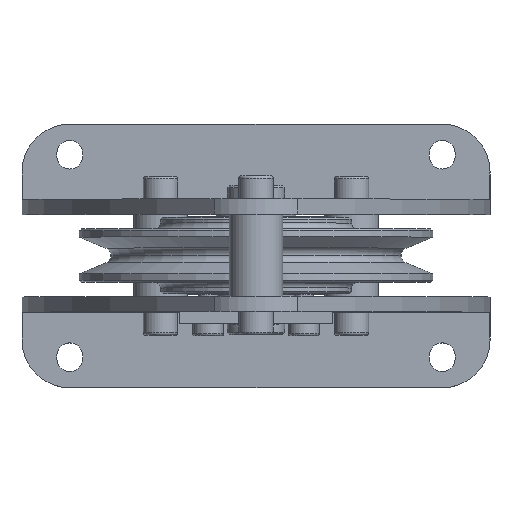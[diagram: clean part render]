
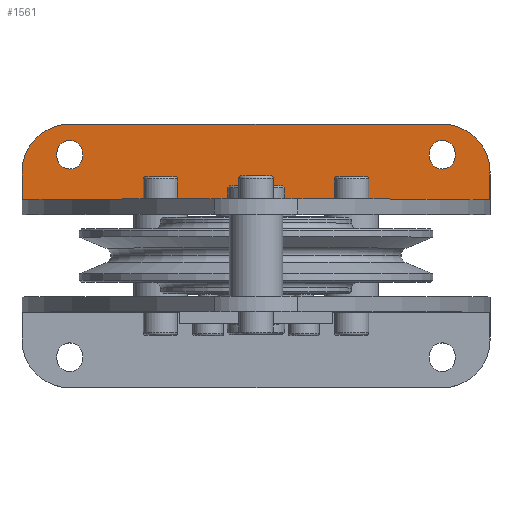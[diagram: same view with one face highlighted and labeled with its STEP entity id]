
A CAD part, top view. The second image highlights one B-rep face of the part: STEP entity #1561.
In plain terms, the highlighted planar face has unit normal (0, 0, 1).
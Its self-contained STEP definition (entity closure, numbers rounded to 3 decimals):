
#1561=ADVANCED_FACE('',(#3384,#3385,#3386),#3387,.T.);
#3384=FACE_BOUND('',#5470,.T.);
#3385=FACE_BOUND('',#5471,.T.);
#3386=FACE_OUTER_BOUND('',#5472,.T.);
#3387=PLANE('',#5473);
#5470=EDGE_LOOP('',(#10385,#10386,#10387,#10388));
#5471=EDGE_LOOP('',(#10389,#10390,#10391,#10392));
#5472=EDGE_LOOP('',(#10393,#10394,#10395,#10396,#10397,#10398));
#5473=AXIS2_PLACEMENT_3D('',#10399,#10400,#10401);
#10385=ORIENTED_EDGE('',*,*,#14188,.T.);
#10386=ORIENTED_EDGE('',*,*,#14189,.T.);
#10387=ORIENTED_EDGE('',*,*,#14190,.T.);
#10388=ORIENTED_EDGE('',*,*,#14191,.T.);
#10389=ORIENTED_EDGE('',*,*,#14192,.T.);
#10390=ORIENTED_EDGE('',*,*,#14193,.T.);
#10391=ORIENTED_EDGE('',*,*,#14194,.T.);
#10392=ORIENTED_EDGE('',*,*,#14195,.T.);
#10393=ORIENTED_EDGE('',*,*,#14196,.F.);
#10394=ORIENTED_EDGE('',*,*,#14186,.F.);
#10395=ORIENTED_EDGE('',*,*,#14181,.F.);
#10396=ORIENTED_EDGE('',*,*,#14197,.F.);
#10397=ORIENTED_EDGE('',*,*,#14198,.F.);
#10398=ORIENTED_EDGE('',*,*,#14199,.F.);
#10399=CARTESIAN_POINT('',(0.,48.265,-127.0));
#10400=DIRECTION('',(0.0,0.0,1.0));
#10401=DIRECTION('',(-1.0,0.0,0.0));
#14181=EDGE_CURVE('',#17589,#17585,#17591,.T.);
#14186=EDGE_CURVE('',#17585,#17573,#17596,.T.);
#14188=EDGE_CURVE('',#17598,#17599,#17600,.T.);
#14189=EDGE_CURVE('',#17599,#17601,#17602,.T.);
#14190=EDGE_CURVE('',#17601,#17603,#17604,.T.);
#14191=EDGE_CURVE('',#17603,#17598,#17605,.T.);
#14192=EDGE_CURVE('',#17606,#17607,#17608,.T.);
#14193=EDGE_CURVE('',#17607,#17609,#17610,.T.);
#14194=EDGE_CURVE('',#17609,#17611,#17612,.T.);
#14195=EDGE_CURVE('',#17611,#17606,#17613,.T.);
#14196=EDGE_CURVE('',#17573,#17614,#17615,.T.);
#14197=EDGE_CURVE('',#17616,#17589,#17617,.T.);
#14198=EDGE_CURVE('',#17618,#17616,#17619,.T.);
#14199=EDGE_CURVE('',#17614,#17618,#17620,.T.);
#17573=VERTEX_POINT('',#24898);
#17585=VERTEX_POINT('',#24914);
#17589=VERTEX_POINT('',#24919);
#17591=LINE('',#24922,#24923);
#17596=LINE('',#24928,#24929);
#17598=VERTEX_POINT('',#24931);
#17599=VERTEX_POINT('',#24932);
#17600=CIRCLE('',#24933,6.75);
#17601=VERTEX_POINT('',#24934);
#17602=LINE('',#24935,#24936);
#17603=VERTEX_POINT('',#24937);
#17604=CIRCLE('',#24938,6.75);
#17605=LINE('',#24939,#24940);
#17606=VERTEX_POINT('',#24941);
#17607=VERTEX_POINT('',#24942);
#17608=CIRCLE('',#24943,6.75);
#17609=VERTEX_POINT('',#24944);
#17610=LINE('',#24945,#24946);
#17611=VERTEX_POINT('',#24947);
#17612=CIRCLE('',#24948,6.75);
#17613=LINE('',#24949,#24950);
#17614=VERTEX_POINT('',#24951);
#17615=LINE('',#24952,#24953);
#17616=VERTEX_POINT('',#24954);
#17617=CIRCLE('',#24955,25.);
#17618=VERTEX_POINT('',#24956);
#17619=LINE('',#24957,#24958);
#17620=CIRCLE('',#24959,25.);
#24898=CARTESIAN_POINT('',(-122.5,29.5,-127.));
#24914=CARTESIAN_POINT('',(122.5,29.5,-127.));
#24919=CARTESIAN_POINT('',(122.5,44.,-127.0));
#24922=CARTESIAN_POINT('',(122.5,44.0,-127.0));
#24923=VECTOR('',#29103,1.0);
#24928=CARTESIAN_POINT('',(0.,29.5,-127.0));
#24929=VECTOR('',#29113,1.0);
#24931=CARTESIAN_POINT('',(-104.25,53.75,-127.0));
#24932=CARTESIAN_POINT('',(-90.75,53.75,-127.0));
#24933=AXIS2_PLACEMENT_3D('',#29114,#29115,#29116);
#24934=CARTESIAN_POINT('',(-90.75,52.25,-127.0));
#24935=CARTESIAN_POINT('',(-90.75,50.633,-127.0));
#24936=VECTOR('',#29117,1.0);
#24937=CARTESIAN_POINT('',(-104.25,52.25,-127.0));
#24938=AXIS2_PLACEMENT_3D('',#29118,#29119,#29120);
#24939=CARTESIAN_POINT('',(-104.25,50.633,-127.0));
#24940=VECTOR('',#29121,1.0);
#24941=CARTESIAN_POINT('',(90.75,53.75,-127.0));
#24942=CARTESIAN_POINT('',(104.25,53.75,-127.0));
#24943=AXIS2_PLACEMENT_3D('',#29122,#29123,#29124);
#24944=CARTESIAN_POINT('',(104.25,52.25,-127.0));
#24945=CARTESIAN_POINT('',(104.25,50.633,-127.0));
#24946=VECTOR('',#29125,1.0);
#24947=CARTESIAN_POINT('',(90.75,52.25,-127.0));
#24948=AXIS2_PLACEMENT_3D('',#29126,#29127,#29128);
#24949=CARTESIAN_POINT('',(90.75,50.633,-127.0));
#24950=VECTOR('',#29129,1.0);
#24951=CARTESIAN_POINT('',(-122.5,44.0,-127.0));
#24952=CARTESIAN_POINT('',(-122.5,29.5,-127.0));
#24953=VECTOR('',#29130,1.0);
#24954=CARTESIAN_POINT('',(97.5,69.0,-127.0));
#24955=AXIS2_PLACEMENT_3D('',#29131,#29132,#29133);
#24956=CARTESIAN_POINT('',(-97.5,69.0,-127.0));
#24957=CARTESIAN_POINT('',(-97.5,69.0,-127.0));
#24958=VECTOR('',#29134,1.0);
#24959=AXIS2_PLACEMENT_3D('',#29135,#29136,#29137);
#29103=DIRECTION('',(0.0,-1.0,0.0));
#29113=DIRECTION('',(-1.0,0.0,0.0));
#29114=CARTESIAN_POINT('',(-97.5,53.75,-127.0));
#29115=DIRECTION('',(-0.0,0.0,-1.0));
#29116=DIRECTION('',(-1.0,0.,0.0));
#29117=DIRECTION('',(0.0,-1.0,0.0));
#29118=CARTESIAN_POINT('',(-97.5,52.25,-127.0));
#29119=DIRECTION('',(0.0,0.0,-1.0));
#29120=DIRECTION('',(1.0,0.,0.0));
#29121=DIRECTION('',(0.0,1.0,-0.0));
#29122=CARTESIAN_POINT('',(97.5,53.75,-127.0));
#29123=DIRECTION('',(-0.0,0.0,-1.0));
#29124=DIRECTION('',(-1.0,0.,0.0));
#29125=DIRECTION('',(0.0,-1.0,0.0));
#29126=CARTESIAN_POINT('',(97.5,52.25,-127.0));
#29127=DIRECTION('',(0.0,0.0,-1.0));
#29128=DIRECTION('',(1.0,0.,0.0));
#29129=DIRECTION('',(0.0,1.0,-0.0));
#29130=DIRECTION('',(0.0,1.0,0.0));
#29131=CARTESIAN_POINT('',(97.5,44.,-127.0));
#29132=DIRECTION('',(0.0,0.0,-1.0));
#29133=DIRECTION('',(1.0,0.,0.0));
#29134=DIRECTION('',(1.0,0.0,0.0));
#29135=CARTESIAN_POINT('',(-97.5,44.,-127.0));
#29136=DIRECTION('',(0.0,0.0,-1.0));
#29137=DIRECTION('',(0.,1.0,0.0));
